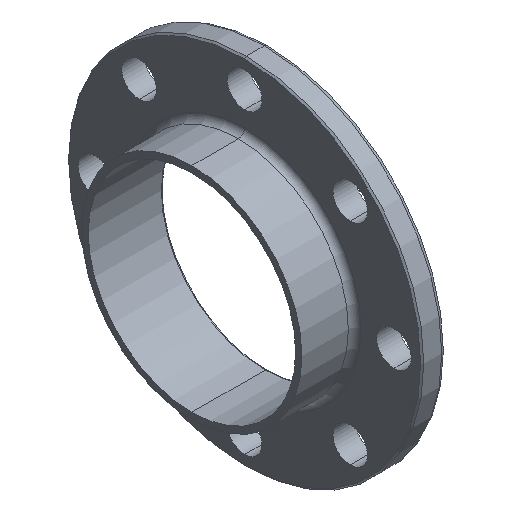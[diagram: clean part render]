
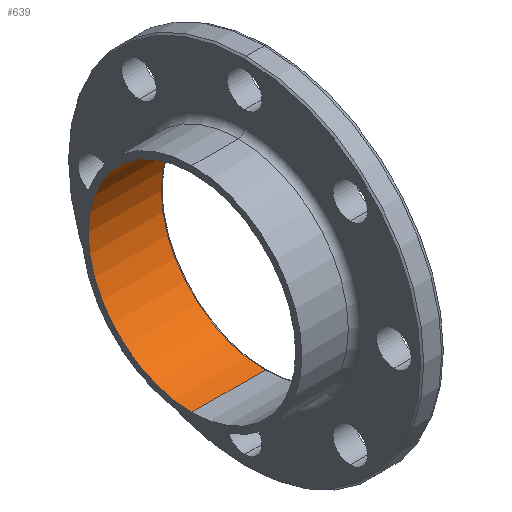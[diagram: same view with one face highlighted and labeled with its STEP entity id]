
A CAD part, isometric view. The second image highlights one B-rep face of the part: STEP entity #639.
In plain terms, the highlighted cylindrical face has radius 33 mm (diameter 66 mm), a partial arc.
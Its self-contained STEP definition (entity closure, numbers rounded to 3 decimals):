
#69 = CIRCLE ( 'NONE', #696, 33. ) ;
#134 = CARTESIAN_POINT ( 'NONE',  ( -10.167, 0., -33. ) ) ;
#146 = CARTESIAN_POINT ( 'NONE',  ( 13.109, 0., 33. ) ) ;
#180 = AXIS2_PLACEMENT_3D ( 'NONE', #820, #1124, #923 ) ;
#192 = VERTEX_POINT ( 'NONE', #134 ) ;
#292 = CARTESIAN_POINT ( 'NONE',  ( -59.784, 0., 0. ) ) ;
#314 = DIRECTION ( 'NONE',  ( -1., 0., 0. ) ) ;
#332 = DIRECTION ( 'NONE',  ( -1., 0., 0. ) ) ;
#349 = CARTESIAN_POINT ( 'NONE',  ( -59.784, 0., -33. ) ) ;
#351 = CARTESIAN_POINT ( 'NONE',  ( 13.109, 0., -33. ) ) ;
#360 = VERTEX_POINT ( 'NONE', #758 ) ;
#417 = ORIENTED_EDGE ( 'NONE', *, *, #773, .T. ) ;
#499 = ORIENTED_EDGE ( 'NONE', *, *, #1330, .F. ) ;
#545 = LINE ( 'NONE', #349, #1204 ) ;
#576 = ORIENTED_EDGE ( 'NONE', *, *, #1103, .F. ) ;
#581 = VERTEX_POINT ( 'NONE', #146 ) ;
#598 = VECTOR ( 'NONE', #314, 1000. ) ;
#600 = CARTESIAN_POINT ( 'NONE',  ( -59.784, 0., 33. ) ) ;
#616 = DIRECTION ( 'NONE',  ( -1., 0., 0. ) ) ;
#623 = DIRECTION ( 'NONE',  ( -1., 0., 0. ) ) ;
#639 = ADVANCED_FACE ( 'NONE', ( #1308 ), #1235, .F. ) ;
#696 = AXIS2_PLACEMENT_3D ( 'NONE', #735, #332, #1274 ) ;
#735 = CARTESIAN_POINT ( 'NONE',  ( -10.167, 0., 0. ) ) ;
#758 = CARTESIAN_POINT ( 'NONE',  ( -10.167, 0., 33. ) ) ;
#771 = ORIENTED_EDGE ( 'NONE', *, *, #1256, .T. ) ;
#773 = EDGE_CURVE ( 'NONE', #581, #360, #1239, .T. ) ;
#820 = CARTESIAN_POINT ( 'NONE',  ( 13.109, 0., 0. ) ) ;
#916 = CIRCLE ( 'NONE', #180, 33. ) ;
#923 = DIRECTION ( 'NONE',  ( 0., 0., 1. ) ) ;
#942 = VERTEX_POINT ( 'NONE', #351 ) ;
#948 = EDGE_LOOP ( 'NONE', ( #499, #576, #417, #771 ) ) ;
#1103 = EDGE_CURVE ( 'NONE', #581, #942, #916, .T. ) ;
#1124 = DIRECTION ( 'NONE',  ( -1., 0., 0. ) ) ;
#1204 = VECTOR ( 'NONE', #623, 1000. ) ;
#1235 = CYLINDRICAL_SURFACE ( 'NONE', #1267, 33. ) ;
#1239 = LINE ( 'NONE', #600, #598 ) ;
#1256 = EDGE_CURVE ( 'NONE', #360, #192, #69, .T. ) ;
#1267 = AXIS2_PLACEMENT_3D ( 'NONE', #292, #616, #1350 ) ;
#1274 = DIRECTION ( 'NONE',  ( 0., 0., 1. ) ) ;
#1308 = FACE_OUTER_BOUND ( 'NONE', #948, .T. ) ;
#1330 = EDGE_CURVE ( 'NONE', #942, #192, #545, .T. ) ;
#1350 = DIRECTION ( 'NONE',  ( 0., 0., 1. ) ) ;
